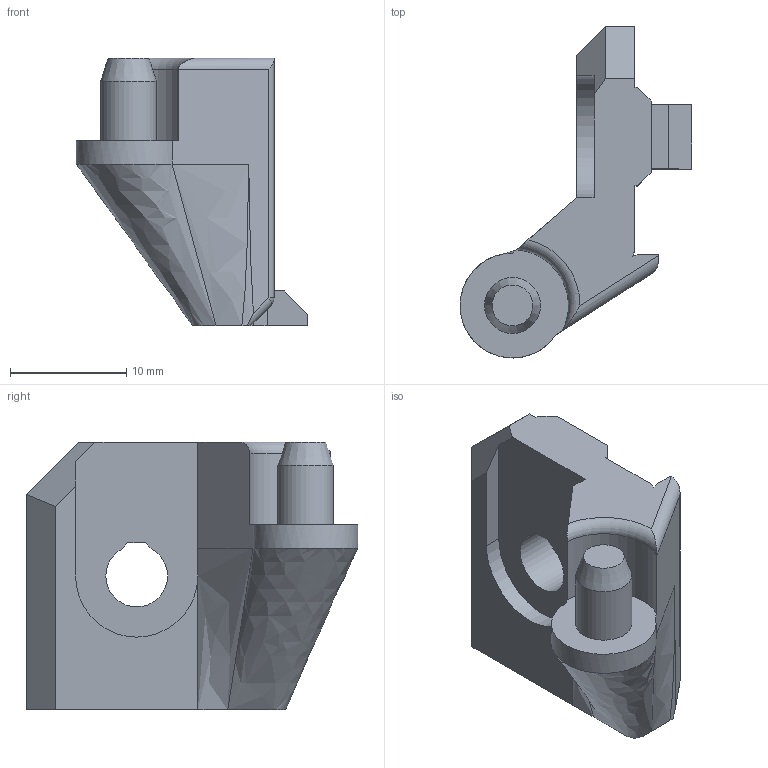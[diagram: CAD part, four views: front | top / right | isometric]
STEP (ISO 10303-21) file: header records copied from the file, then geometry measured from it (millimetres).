
FILE_DESCRIPTION(/* description */ (''),/* implementation_level */ '2;1');
FILE_NAME(/* name */ 'rambo_lid_lower_hinge.step',/* time_stamp */ '2018-02-15T10:41:21+01:00',/* author */ ('gregsaun'),/* organization */ (''),/* preprocessor_version */ 'ST-DEVELOPER v16.13',/* originating_system */ 'Autodesk Translation Framework v6.5.0.72',/* authorisation */ '');
FILE_SCHEMA (('AUTOMOTIVE_DESIGN { 1 0 10303 214 3 1 1 }'));
Length unit declared in the file: millimetre
Products named in the file (1): rambo_lid_lower_hinge
Bounding box: 19.9 x 28.5 x 23 mm (x, y, z)
Volume: 3550.8 mm3; surface area: 2127 mm2
Topology: 1 solids, 2 shells, 57 faces, 146 edges, 95 vertices
Faces by surface type: plane 38, cylinder 12, bspline 4, sphere 1, torus 1, cone 1
Full cylindrical faces by diameter (mm): 0.101 x1, 1.5 x2, 4.8 x1
Entity records: 1896 total; most frequent: CARTESIAN_POINT 469, ORIENTED_EDGE 290, DIRECTION 275, EDGE_CURVE 145, LINE 111, VECTOR 111, VERTEX_POINT 95, AXIS2_PLACEMENT_3D 82
